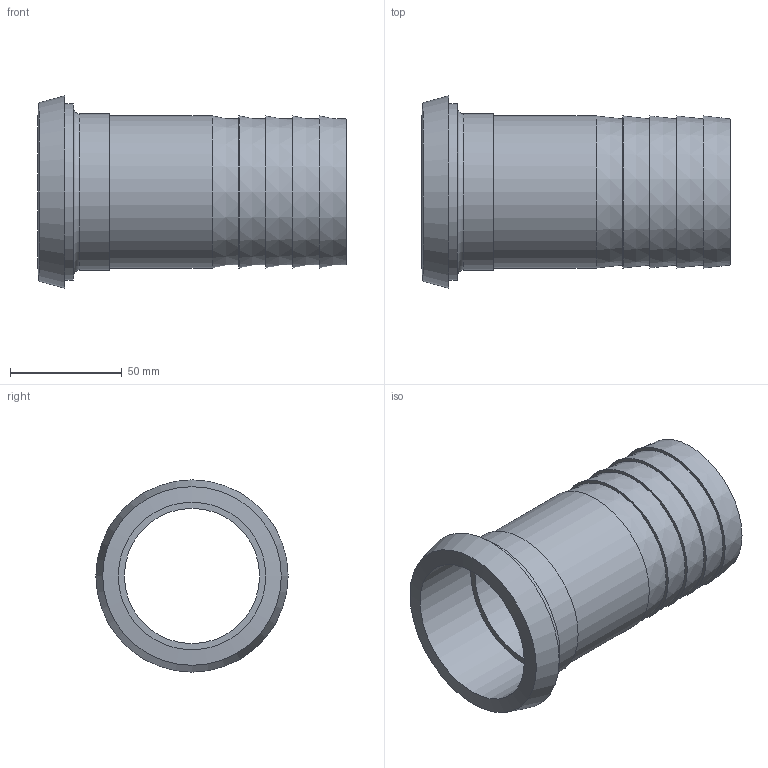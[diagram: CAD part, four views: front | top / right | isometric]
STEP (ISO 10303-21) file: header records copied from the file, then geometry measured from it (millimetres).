
FILE_DESCRIPTION(/* description */ (''),/* implementation_level */ '2;1');
FILE_NAME(/* name */ '26040065000.stp',/* time_stamp */ '2016-03-08T11:46:25+01:00',/* author */ ('Struska'),/* organization */ ('BUPOSPOL'),/* preprocessor_version */ 'ST-DEVELOPER v15.6',/* originating_system */ 'Autodesk Inventor 2015',/* authorisation */ '');
FILE_SCHEMA (('CONFIG_CONTROL_DESIGN'));
Length unit declared in the file: millimetre
Products named in the file (1): 26040065000
Bounding box: 138 x 86 x 86 mm (x, y, z)
Volume: 107757.1 mm3; surface area: 62538.4 mm2
Topology: 1 solids, 1 shells, 26 faces, 48 edges, 31 vertices
Faces by surface type: plane 9, cylinder 9, cone 7, torus 1
Full cylindrical faces by diameter (mm): 60.5 x1, 66 x1, 68 x5, 70 x1, 79 x1
Entity records: 578 total; most frequent: DIRECTION 106, CARTESIAN_POINT 79, AXIS2_PLACEMENT_3D 53, EDGE_LOOP 52, ORIENTED_EDGE 52, STYLED_ITEM 27, FACE_BOUND 26, FACE_OUTER_BOUND 26
